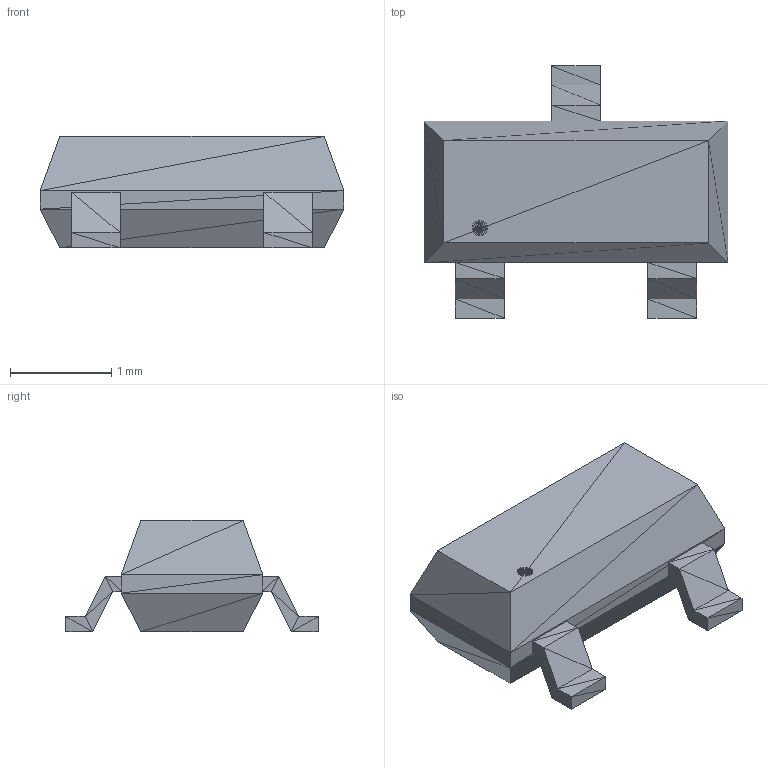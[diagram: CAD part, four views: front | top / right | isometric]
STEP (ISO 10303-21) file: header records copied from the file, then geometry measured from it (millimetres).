
FILE_DESCRIPTION(('STEP AP214'),'1');
FILE_NAME('SOT23-M','2018-12-09T20:03:31',(''),(''),'','','');
FILE_SCHEMA(('AUTOMOTIVE_DESIGN'));
Length unit declared in the file: millimetre
Products named in the file (1): product
Bounding box: 3 x 2.49 x 1.1 mm (x, y, z)
Surface area: 18.3 mm2 (no closed solid volume)
Topology: 0 solids, 240 shells, 240 faces, 720 edges, 720 vertices
Faces by surface type: plane 240
Entity records: 7979 total; most frequent: CARTESIAN_POINT 1681, DIRECTION 1202, ORIENTED_EDGE 720, EDGE_CURVE 720, VERTEX_POINT 720, LINE 720, VECTOR 720, AXIS2_PLACEMENT_3D 241
